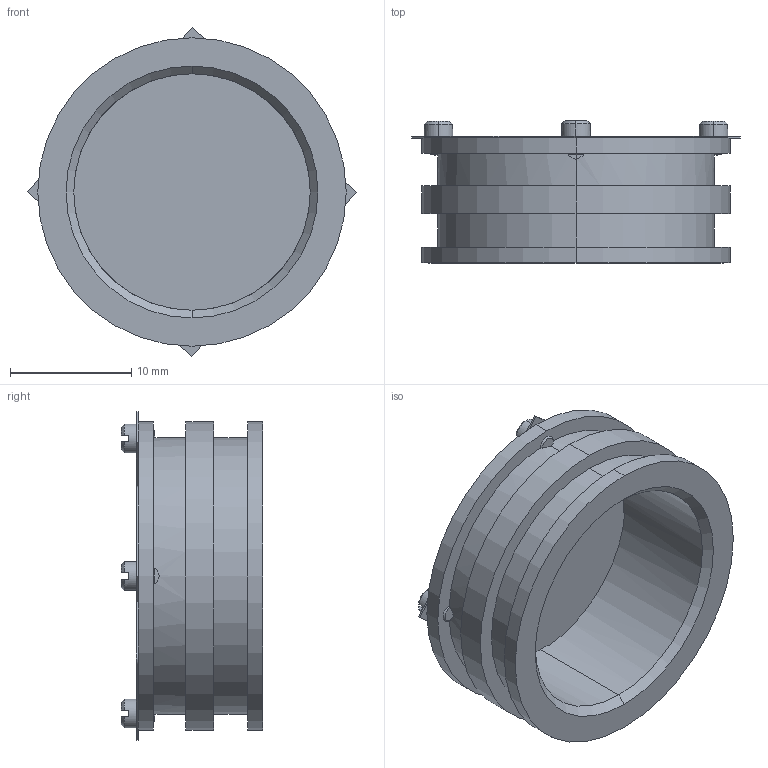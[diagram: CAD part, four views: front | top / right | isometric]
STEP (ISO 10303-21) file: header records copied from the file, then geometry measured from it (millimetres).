
FILE_DESCRIPTION (( 'STEP AP214' ), '1' );
FILE_NAME ('SN101320-17, SPFP-1.0-0.8-H-LR, PUCK ASSEMBLY.STEP', '2020-05-07T20:08:31', ( '' ), ( '' ), 'SwSTEP 2.0', 'SolidWorks 2010', '' );
FILE_SCHEMA (( 'AUTOMOTIVE_DESIGN' ));
Length unit declared in the file: inch
Products named in the file (1): SN101320-17, SPFP-1.0-0.8-H-LR, PUCK ASSEMBLY
Bounding box: 27.05 x 11.68 x 27.05 mm (x, y, z)
Surface area: 3202.7 mm2 (no closed solid volume)
Topology: 0 solids, 14 shells, 128 faces, 370 edges, 258 vertices
Faces by surface type: plane 60, cylinder 46, cone 22
Entity records: 6054 total; most frequent: CARTESIAN_POINT 875, DIRECTION 794, ORIENTED_EDGE 654, EDGE_CURVE 370, AXIS2_PLACEMENT_3D 317, VERTEX_POINT 258, CIRCLE 188, LINE 160
